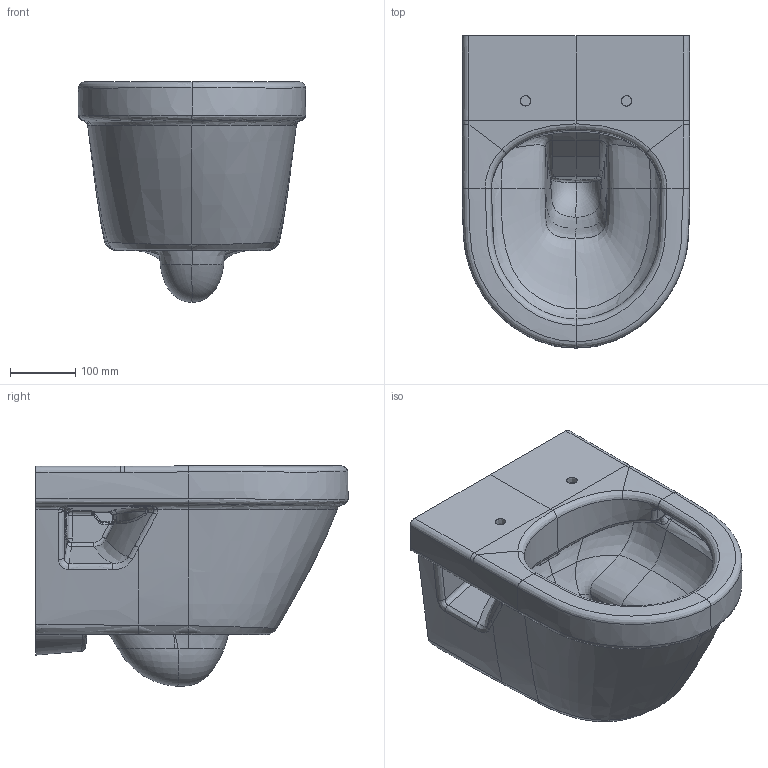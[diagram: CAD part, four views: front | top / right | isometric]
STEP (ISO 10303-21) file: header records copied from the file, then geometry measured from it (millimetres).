
FILE_DESCRIPTION(/* description */ (''),/* implementation_level */ '2;1');
FILE_NAME(/* name */ '4687R0_Archirectura_WWC_Compact.stp',/* time_stamp */ '2019-01-21T09:21:07+01:00',/* author */ (''),/* organization */ (''),/* preprocessor_version */ 'ST-DEVELOPER v16',/* originating_system */ 'SIEMENS PLM Software NX 10.0',/* authorisation */ '');
FILE_SCHEMA (('AUTOMOTIVE_DESIGN { 1 0 10303 214 3 1 1 1 }'));
Products named in the file (1): math18184AE5o6s7
Bounding box: 350 x 479.28 x 338.45 mm (x, y, z)
Volume: 20007845.7 mm3; surface area: 855205.9 mm2
Topology: 1 solids, 1 shells, 358 faces, 862 edges, 507 vertices
Faces by surface type: bspline 306, plane 20, sphere 16, cylinder 14, extrusion 2
Entity records: 37489 total; most frequent: CARTESIAN_POINT 32302, ORIENTED_EDGE 1708, EDGE_CURVE 854, B_SPLINE_CURVE_WITH_KNOTS 565, VERTEX_POINT 505, EDGE_LOOP 365, ADVANCED_FACE 358, FACE_OUTER_BOUND 351
